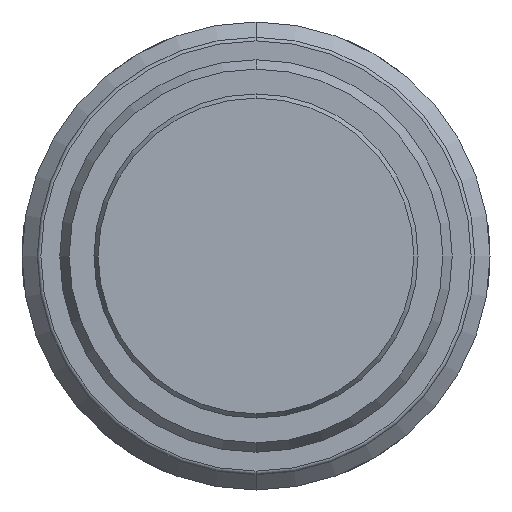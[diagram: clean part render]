
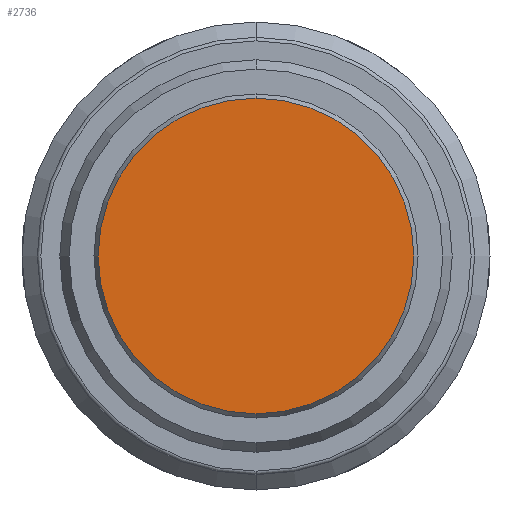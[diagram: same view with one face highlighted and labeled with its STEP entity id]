
A CAD part, front view. The second image highlights one B-rep face of the part: STEP entity #2736.
In plain terms, the highlighted planar face has unit normal (0, -1, 0).
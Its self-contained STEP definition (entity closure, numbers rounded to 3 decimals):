
#108 = PLANE ( 'NONE',  #813 ) ;
#509 = DIRECTION ( 'NONE',  ( 0., -1., 0. ) ) ;
#537 = CARTESIAN_POINT ( 'NONE',  ( 0., 1., 8.77 ) ) ;
#767 = DIRECTION ( 'NONE',  ( 0., -1., 0. ) ) ;
#785 = AXIS2_PLACEMENT_3D ( 'NONE', #2416, #767, #2690 ) ;
#813 = AXIS2_PLACEMENT_3D ( 'NONE', #1479, #1201, #2019 ) ;
#1115 = VERTEX_POINT ( 'NONE', #537 ) ;
#1201 = DIRECTION ( 'NONE',  ( 0., -1., 0. ) ) ;
#1351 = CARTESIAN_POINT ( 'NONE',  ( 0., 1., -8.77 ) ) ;
#1479 = CARTESIAN_POINT ( 'NONE',  ( 0., 1., 0. ) ) ;
#1507 = EDGE_CURVE ( 'NONE', #1115, #1942, #2539, .T. ) ;
#1562 = EDGE_CURVE ( 'NONE', #1942, #1115, #3207, .T. ) ;
#1708 = AXIS2_PLACEMENT_3D ( 'NONE', #2161, #509, #2428 ) ;
#1942 = VERTEX_POINT ( 'NONE', #1351 ) ;
#2019 = DIRECTION ( 'NONE',  ( 0., 0., -1. ) ) ;
#2161 = CARTESIAN_POINT ( 'NONE',  ( 0., 1., 0. ) ) ;
#2169 = ORIENTED_EDGE ( 'NONE', *, *, #1562, .T. ) ;
#2364 = FACE_OUTER_BOUND ( 'NONE', #3511, .T. ) ;
#2416 = CARTESIAN_POINT ( 'NONE',  ( 0., 1., 0. ) ) ;
#2428 = DIRECTION ( 'NONE',  ( 0., 0., -1. ) ) ;
#2539 = CIRCLE ( 'NONE', #785, 8.77 ) ;
#2690 = DIRECTION ( 'NONE',  ( 0., 0., -1. ) ) ;
#2736 = ADVANCED_FACE ( 'NONE', ( #2364 ), #108, .T. ) ;
#2864 = ORIENTED_EDGE ( 'NONE', *, *, #1507, .T. ) ;
#3207 = CIRCLE ( 'NONE', #1708, 8.77 ) ;
#3511 = EDGE_LOOP ( 'NONE', ( #2864, #2169 ) ) ;
